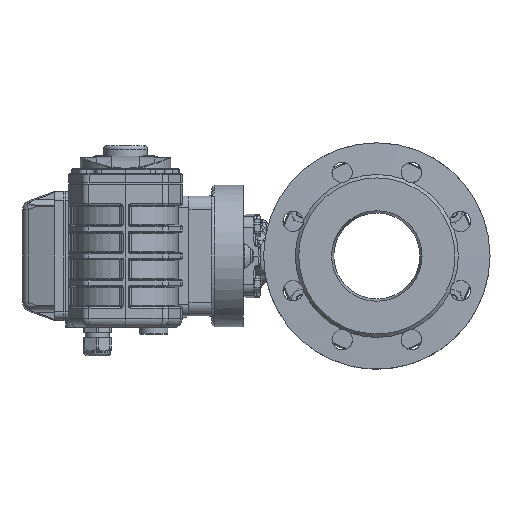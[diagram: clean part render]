
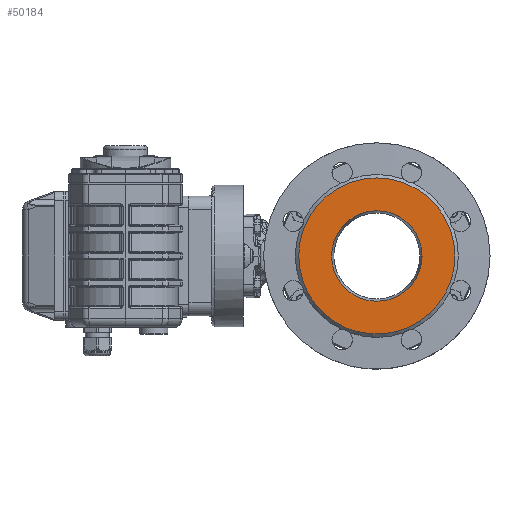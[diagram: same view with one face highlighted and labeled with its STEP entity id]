
A CAD part, left-side view. The second image highlights one B-rep face of the part: STEP entity #50184.
In plain terms, the highlighted planar face has unit normal (-1, 0, 0).
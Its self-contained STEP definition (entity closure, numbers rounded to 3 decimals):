
#557=PLANE('',#54127);
#17041=ORIENTED_EDGE('',*,*,#26547,.T.);
#17042=ORIENTED_EDGE('',*,*,#26526,.F.);
#26526=EDGE_CURVE('',#34134,#34134,#39059,.T.);
#26547=EDGE_CURVE('',#34155,#34155,#39068,.T.);
#34134=VERTEX_POINT('',#71119);
#34155=VERTEX_POINT('',#71222);
#39059=CIRCLE('',#52486,40.);
#39068=CIRCLE('',#52496,69.);
#42930=EDGE_LOOP('',(#17041));
#42931=EDGE_LOOP('',(#17042));
#46516=FACE_BOUND('',#42930,.T.);
#46517=FACE_BOUND('',#42931,.T.);
#50184=ADVANCED_FACE('',(#46516,#46517),#557,.F.);
#52486=AXIS2_PLACEMENT_3D('',#71118,#57659,#57660);
#52496=AXIS2_PLACEMENT_3D('',#71221,#57679,#57680);
#54127=AXIS2_PLACEMENT_3D('',#101727,#61546,#61547);
#57659=DIRECTION('',(-1.,0.,0.));
#57660=DIRECTION('',(0.,-1.,0.));
#57679=DIRECTION('',(-1.,0.,0.));
#57680=DIRECTION('',(0.,-1.,0.));
#61546=DIRECTION('',(1.,0.,0.));
#61547=DIRECTION('',(0.,1.,0.));
#71118=CARTESIAN_POINT('',(-95.,0.,0.));
#71119=CARTESIAN_POINT('',(-95.,-40.,0.));
#71221=CARTESIAN_POINT('',(-95.,0.,0.));
#71222=CARTESIAN_POINT('',(-95.,-69.,0.));
#101727=CARTESIAN_POINT('',(-95.,0.,40.));
